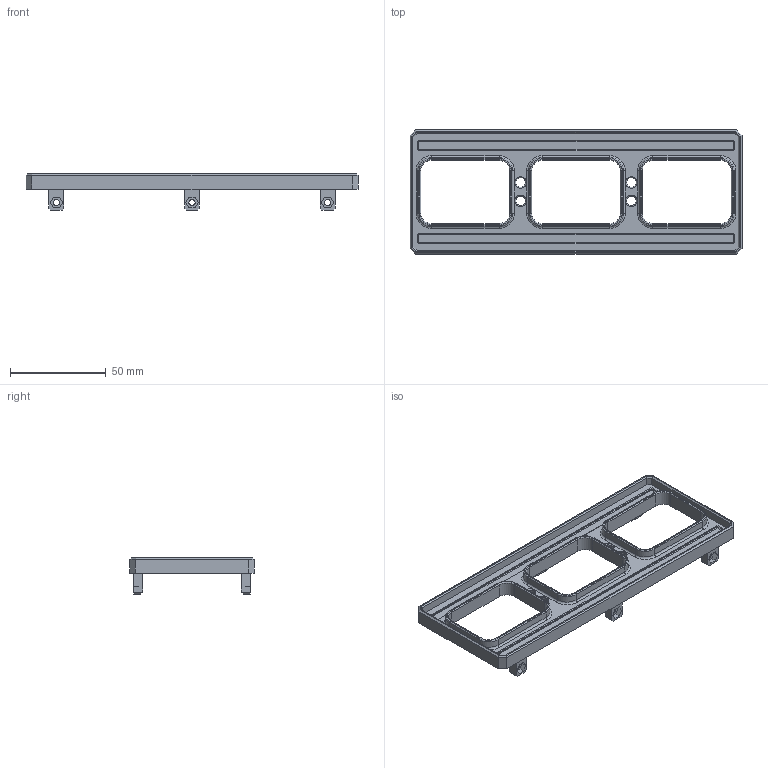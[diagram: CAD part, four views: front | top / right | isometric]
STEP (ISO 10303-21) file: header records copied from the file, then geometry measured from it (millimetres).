
FILE_DESCRIPTION (( 'STEP AP214' ), '1' );
FILE_NAME ('FacePlate.STEP', '2025-06-16T20:32:00', ( '' ), ( '' ), 'SwSTEP 2.0', 'SolidWorks 2022', '' );
FILE_SCHEMA (( 'AUTOMOTIVE_DESIGN' ));
Length unit declared in the file: millimetre
Products named in the file (1): FacePlate
Bounding box: 173.3 x 65 x 18.8 mm (x, y, z)
Volume: 27963.5 mm3; surface area: 27005 mm2
Topology: 1 solids, 1 shells, 326 faces, 770 edges, 464 vertices
Faces by surface type: plane 202, cylinder 80, torus 36, cone 8
Entity records: 10998 total; most frequent: DIRECTION 1628, CARTESIAN_POINT 1561, ORIENTED_EDGE 1540, EDGE_CURVE 770, LINE 566, VECTOR 566, AXIS2_PLACEMENT_3D 531, VERTEX_POINT 464
